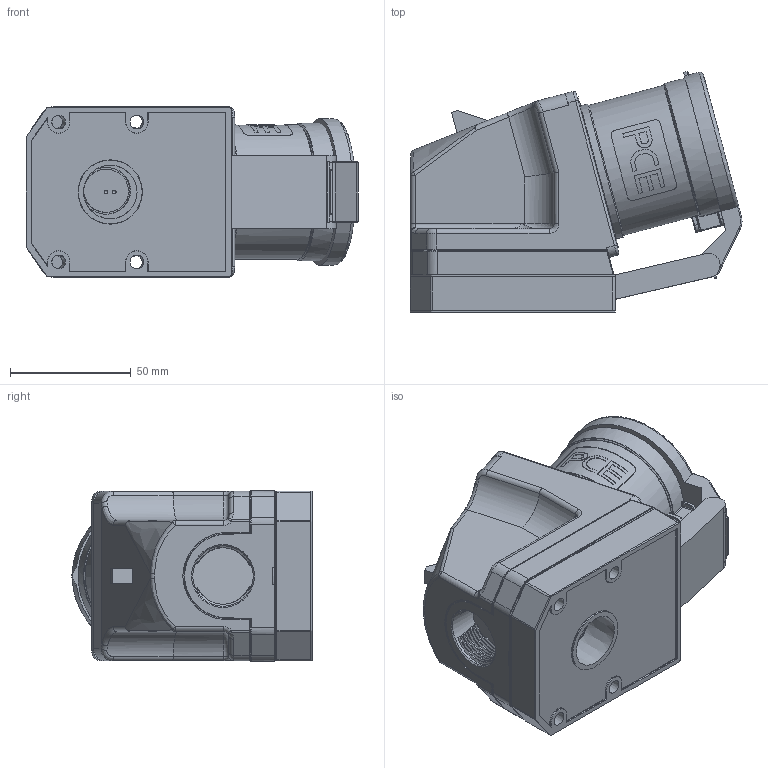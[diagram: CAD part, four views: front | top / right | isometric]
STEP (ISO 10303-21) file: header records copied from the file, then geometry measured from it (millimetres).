
FILE_DESCRIPTION (( 'STEP AP203' ), '1' );
FILE_NAME ('523-6d, 524-6d.STEP', '2019-02-22T08:11:48', ( '' ), ( '' ), 'SwSTEP 2.0', 'SolidWorks 2017', '' );
FILE_SCHEMA (( 'CONFIG_CONTROL_DESIGN' ));
Products named in the file (1): 523-6d, 524-6d
Bounding box: 137.25 x 99.44 x 70.5 mm (x, y, z)
Volume: 494944.4 mm3; surface area: 73851.7 mm2
Topology: 1 solids, 3 shells, 1431 faces, 3714 edges, 2286 vertices
Faces by surface type: plane 617, cylinder 438, bspline 213, torus 96, sphere 44, cone 23
Full cylindrical faces by diameter (mm): 6.7 x2, 8 x4, 8.5 x2, 10.5 x2, 17.8 x1, 25 x1, 25.929 x1, 26.38 x1, 27.291 x1, 55.646 x1, 56.9 x1, 64.6 x1
Entity records: 64408 total; most frequent: CARTESIAN_POINT 33357, ORIENTED_EDGE 7158, DIRECTION 5662, EDGE_CURVE 3579, VERTEX_POINT 2235, AXIS2_PLACEMENT_3D 1992, VECTOR 1678, LINE 1678
